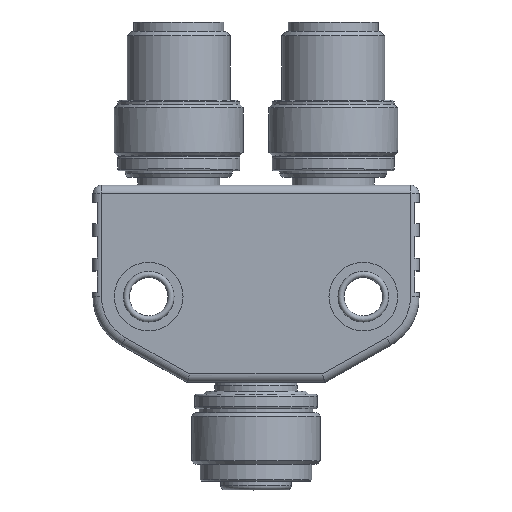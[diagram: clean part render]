
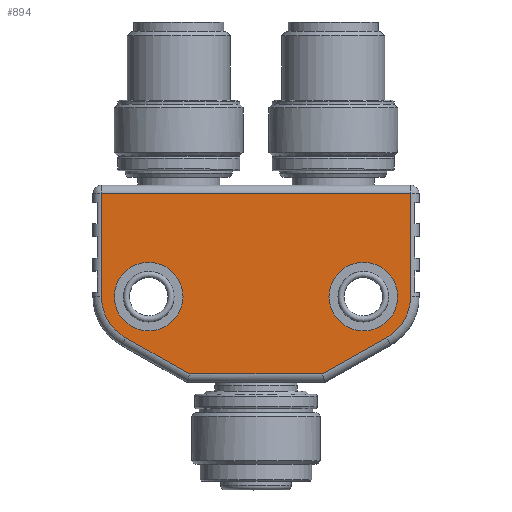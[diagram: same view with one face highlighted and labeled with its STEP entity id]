
A CAD part, top view. The second image highlights one B-rep face of the part: STEP entity #894.
In plain terms, the highlighted planar face has unit normal (0, 0, 1).
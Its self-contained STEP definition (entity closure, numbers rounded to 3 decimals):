
#162=FACE_BOUND('',#1572,.T.);
#163=FACE_BOUND('',#1573,.T.);
#164=FACE_BOUND('',#1574,.T.);
#580=CIRCLE('',#5243,5.5);
#581=CIRCLE('',#5244,5.5);
#582=CIRCLE('',#5245,4.);
#583=CIRCLE('',#5246,4.);
#894=ADVANCED_FACE('',(#162,#163,#164),#1230,.T.);
#1230=PLANE('',#5247);
#1572=EDGE_LOOP('',(#2660,#2661,#2662,#2663,#2664,#2665,#2666,#2667));
#1573=EDGE_LOOP('',(#2668));
#1574=EDGE_LOOP('',(#2669));
#2076=LINE('',#7550,#2353);
#2077=LINE('',#7553,#2354);
#2078=LINE('',#7555,#2355);
#2079=LINE('',#7559,#2356);
#2080=LINE('',#7561,#2357);
#2081=LINE('',#7563,#2358);
#2353=VECTOR('',#5937,1.);
#2354=VECTOR('',#5938,1.);
#2355=VECTOR('',#5939,1.);
#2356=VECTOR('',#5942,1.);
#2357=VECTOR('',#5943,1.);
#2358=VECTOR('',#5944,1.);
#2660=ORIENTED_EDGE('',*,*,#4519,.T.);
#2661=ORIENTED_EDGE('',*,*,#4520,.T.);
#2662=ORIENTED_EDGE('',*,*,#4521,.T.);
#2663=ORIENTED_EDGE('',*,*,#4522,.T.);
#2664=ORIENTED_EDGE('',*,*,#4523,.T.);
#2665=ORIENTED_EDGE('',*,*,#4524,.T.);
#2666=ORIENTED_EDGE('',*,*,#4525,.T.);
#2667=ORIENTED_EDGE('',*,*,#4526,.T.);
#2668=ORIENTED_EDGE('',*,*,#4527,.T.);
#2669=ORIENTED_EDGE('',*,*,#4528,.T.);
#4022=VERTEX_POINT('',#7551);
#4023=VERTEX_POINT('',#7552);
#4024=VERTEX_POINT('',#7554);
#4025=VERTEX_POINT('',#7556);
#4026=VERTEX_POINT('',#7558);
#4027=VERTEX_POINT('',#7560);
#4028=VERTEX_POINT('',#7562);
#4029=VERTEX_POINT('',#7564);
#4030=VERTEX_POINT('',#7567);
#4031=VERTEX_POINT('',#7569);
#4519=EDGE_CURVE('',#4022,#4023,#2076,.T.);
#4520=EDGE_CURVE('',#4023,#4024,#2077,.T.);
#4521=EDGE_CURVE('',#4024,#4025,#2078,.T.);
#4522=EDGE_CURVE('',#4025,#4026,#580,.T.);
#4523=EDGE_CURVE('',#4026,#4027,#2079,.T.);
#4524=EDGE_CURVE('',#4027,#4028,#2080,.T.);
#4525=EDGE_CURVE('',#4028,#4029,#2081,.T.);
#4526=EDGE_CURVE('',#4029,#4022,#581,.T.);
#4527=EDGE_CURVE('',#4030,#4030,#582,.T.);
#4528=EDGE_CURVE('',#4031,#4031,#583,.T.);
#5243=AXIS2_PLACEMENT_3D('',#7557,#5940,#5941);
#5244=AXIS2_PLACEMENT_3D('',#7565,#5945,#5946);
#5245=AXIS2_PLACEMENT_3D('',#7566,#5947,#5948);
#5246=AXIS2_PLACEMENT_3D('',#7568,#5949,#5950);
#5247=AXIS2_PLACEMENT_3D('',#7570,#5951,#5952);
#5937=DIRECTION('',(0.871,-0.491,0.));
#5938=DIRECTION('',(1.,0.,0.));
#5939=DIRECTION('',(0.871,0.491,0.));
#5940=DIRECTION('',(0.,0.,1.));
#5941=DIRECTION('',(1.,0.,0.));
#5942=DIRECTION('',(0.,1.,0.));
#5943=DIRECTION('',(-1.,0.,0.));
#5944=DIRECTION('',(0.,-1.,0.));
#5945=DIRECTION('',(0.,0.,1.));
#5946=DIRECTION('',(1.,0.,0.));
#5947=DIRECTION('',(0.,0.,-1.));
#5948=DIRECTION('',(1.,0.,0.));
#5949=DIRECTION('',(0.,0.,-1.));
#5950=DIRECTION('',(1.,0.,0.));
#5951=DIRECTION('',(0.,0.,1.));
#5952=DIRECTION('',(1.,0.,0.));
#7550=CARTESIAN_POINT('',(42.491,50.871,20.));
#7551=CARTESIAN_POINT('',(34.809,55.203,20.));
#7552=CARTESIAN_POINT('',(42.263,51.,20.));
#7553=CARTESIAN_POINT('',(58.,51.,20.));
#7554=CARTESIAN_POINT('',(57.737,51.,20.));
#7555=CARTESIAN_POINT('',(65.212,55.215,20.));
#7556=CARTESIAN_POINT('',(65.211,55.214,20.));
#7557=CARTESIAN_POINT('',(62.5,60.,20.));
#7558=CARTESIAN_POINT('',(68.,60.,20.));
#7559=CARTESIAN_POINT('',(68.,72.,20.));
#7560=CARTESIAN_POINT('',(68.,72.,20.));
#7561=CARTESIAN_POINT('',(32.,72.,20.));
#7562=CARTESIAN_POINT('',(32.,72.,20.));
#7563=CARTESIAN_POINT('',(32.,60.,20.));
#7564=CARTESIAN_POINT('',(32.,60.,20.));
#7565=CARTESIAN_POINT('',(37.5,60.,20.));
#7566=CARTESIAN_POINT('',(62.5,60.,20.));
#7567=CARTESIAN_POINT('',(66.5,60.,20.));
#7568=CARTESIAN_POINT('',(37.5,60.,20.));
#7569=CARTESIAN_POINT('',(41.5,60.,20.));
#7570=CARTESIAN_POINT('',(68.,72.,20.));
